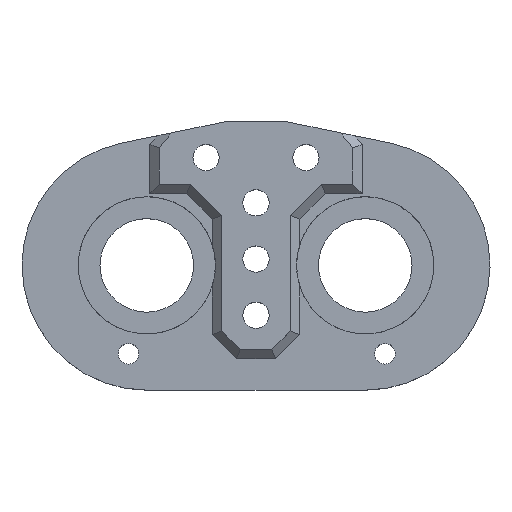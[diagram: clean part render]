
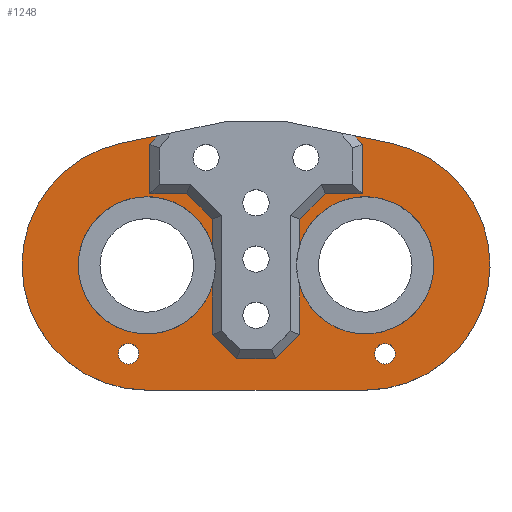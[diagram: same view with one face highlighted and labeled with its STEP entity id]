
A CAD part, top view. The second image highlights one B-rep face of the part: STEP entity #1248.
In plain terms, the highlighted planar face has unit normal (0, 0, 1).
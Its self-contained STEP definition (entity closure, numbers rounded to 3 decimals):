
#28=FACE_BOUND('',#204,.T.);
#29=FACE_BOUND('',#205,.T.);
#37=CIRCLE('',#1288,1.65);
#39=CIRCLE('',#1291,1.65);
#50=CIRCLE('',#1353,20.);
#51=CIRCLE('',#1354,20.);
#52=CIRCLE('',#1355,11.);
#53=CIRCLE('',#1356,11.);
#54=CIRCLE('',#1357,11.);
#129=FACE_OUTER_BOUND('',#203,.T.);
#203=EDGE_LOOP('',(#1059,#1060,#1061,#1062,#1063,#1064,#1065,#1066,#1067,
#1068,#1069,#1070,#1071,#1072,#1073,#1074,#1075,#1076,#1077,#1078,#1079,
#1080,#1081));
#204=EDGE_LOOP('',(#1082));
#205=EDGE_LOOP('',(#1083));
#277=LINE('',#1842,#421);
#284=LINE('',#1856,#428);
#290=LINE('',#1869,#434);
#293=LINE('',#1875,#437);
#297=LINE('',#1884,#441);
#299=LINE('',#1887,#443);
#302=LINE('',#1893,#446);
#304=LINE('',#1900,#448);
#307=LINE('',#1905,#451);
#309=LINE('',#1911,#453);
#312=LINE('',#1917,#456);
#315=LINE('',#1923,#459);
#317=LINE('',#1930,#461);
#320=LINE('',#1934,#464);
#322=LINE('',#1939,#466);
#325=LINE('',#1943,#469);
#326=LINE('',#1945,#470);
#358=LINE('',#2022,#502);
#421=VECTOR('',#1489,10.);
#428=VECTOR('',#1500,10.);
#434=VECTOR('',#1508,10.);
#437=VECTOR('',#1513,10.);
#441=VECTOR('',#1519,10.);
#443=VECTOR('',#1523,10.);
#446=VECTOR('',#1528,10.);
#448=VECTOR('',#1534,10.);
#451=VECTOR('',#1537,10.);
#453=VECTOR('',#1543,10.);
#456=VECTOR('',#1548,10.);
#459=VECTOR('',#1553,10.);
#461=VECTOR('',#1559,10.);
#464=VECTOR('',#1562,10.);
#466=VECTOR('',#1566,10.);
#469=VECTOR('',#1571,10.);
#470=VECTOR('',#1574,10.);
#502=VECTOR('',#1658,10.);
#523=VERTEX_POINT('',#1744);
#525=VERTEX_POINT('',#1750);
#556=VERTEX_POINT('',#1839);
#557=VERTEX_POINT('',#1841);
#561=VERTEX_POINT('',#1853);
#562=VERTEX_POINT('',#1855);
#567=VERTEX_POINT('',#1866);
#568=VERTEX_POINT('',#1868);
#570=VERTEX_POINT('',#1874);
#573=VERTEX_POINT('',#1881);
#574=VERTEX_POINT('',#1883);
#576=VERTEX_POINT('',#1892);
#577=VERTEX_POINT('',#1896);
#579=VERTEX_POINT('',#1899);
#581=VERTEX_POINT('',#1904);
#583=VERTEX_POINT('',#1910);
#585=VERTEX_POINT('',#1916);
#587=VERTEX_POINT('',#1922);
#588=VERTEX_POINT('',#1926);
#589=VERTEX_POINT('',#1927);
#590=VERTEX_POINT('',#1929);
#593=VERTEX_POINT('',#1938);
#611=VERTEX_POINT('',#2019);
#612=VERTEX_POINT('',#2021);
#613=VERTEX_POINT('',#2024);
#638=EDGE_CURVE('',#523,#523,#37,.T.);
#641=EDGE_CURVE('',#525,#525,#39,.T.);
#686=EDGE_CURVE('',#557,#556,#277,.T.);
#693=EDGE_CURVE('',#562,#561,#284,.T.);
#699=EDGE_CURVE('',#567,#568,#290,.T.);
#702=EDGE_CURVE('',#562,#570,#293,.T.);
#706=EDGE_CURVE('',#573,#574,#297,.T.);
#708=EDGE_CURVE('',#570,#573,#299,.T.);
#711=EDGE_CURVE('',#574,#576,#302,.T.);
#714=EDGE_CURVE('',#577,#579,#304,.T.);
#717=EDGE_CURVE('',#576,#581,#307,.T.);
#720=EDGE_CURVE('',#579,#583,#309,.T.);
#723=EDGE_CURVE('',#583,#585,#312,.T.);
#726=EDGE_CURVE('',#585,#587,#315,.T.);
#729=EDGE_CURVE('',#588,#590,#317,.T.);
#732=EDGE_CURVE('',#587,#589,#320,.T.);
#734=EDGE_CURVE('',#590,#593,#322,.T.);
#737=EDGE_CURVE('',#593,#567,#325,.T.);
#738=EDGE_CURVE('',#568,#556,#326,.T.);
#775=EDGE_CURVE('',#561,#611,#50,.T.);
#776=EDGE_CURVE('',#611,#612,#358,.T.);
#777=EDGE_CURVE('',#612,#557,#51,.T.);
#778=EDGE_CURVE('',#588,#613,#52,.T.);
#779=EDGE_CURVE('',#613,#589,#53,.T.);
#780=EDGE_CURVE('',#577,#581,#54,.T.);
#1059=ORIENTED_EDGE('',*,*,#702,.F.);
#1060=ORIENTED_EDGE('',*,*,#693,.T.);
#1061=ORIENTED_EDGE('',*,*,#775,.T.);
#1062=ORIENTED_EDGE('',*,*,#776,.T.);
#1063=ORIENTED_EDGE('',*,*,#777,.T.);
#1064=ORIENTED_EDGE('',*,*,#686,.T.);
#1065=ORIENTED_EDGE('',*,*,#738,.F.);
#1066=ORIENTED_EDGE('',*,*,#699,.F.);
#1067=ORIENTED_EDGE('',*,*,#737,.F.);
#1068=ORIENTED_EDGE('',*,*,#734,.F.);
#1069=ORIENTED_EDGE('',*,*,#729,.F.);
#1070=ORIENTED_EDGE('',*,*,#778,.T.);
#1071=ORIENTED_EDGE('',*,*,#779,.T.);
#1072=ORIENTED_EDGE('',*,*,#732,.F.);
#1073=ORIENTED_EDGE('',*,*,#726,.F.);
#1074=ORIENTED_EDGE('',*,*,#723,.F.);
#1075=ORIENTED_EDGE('',*,*,#720,.F.);
#1076=ORIENTED_EDGE('',*,*,#714,.F.);
#1077=ORIENTED_EDGE('',*,*,#780,.T.);
#1078=ORIENTED_EDGE('',*,*,#717,.F.);
#1079=ORIENTED_EDGE('',*,*,#711,.F.);
#1080=ORIENTED_EDGE('',*,*,#706,.F.);
#1081=ORIENTED_EDGE('',*,*,#708,.F.);
#1082=ORIENTED_EDGE('',*,*,#638,.T.);
#1083=ORIENTED_EDGE('',*,*,#641,.T.);
#1190=PLANE('',#1352);
#1248=ADVANCED_FACE('',(#129,#28,#29),#1190,.T.);
#1288=AXIS2_PLACEMENT_3D('',#1746,#1405,#1406);
#1291=AXIS2_PLACEMENT_3D('',#1752,#1412,#1413);
#1352=AXIS2_PLACEMENT_3D('',#2018,#1654,#1655);
#1353=AXIS2_PLACEMENT_3D('',#2020,#1656,#1657);
#1354=AXIS2_PLACEMENT_3D('',#2023,#1659,#1660);
#1355=AXIS2_PLACEMENT_3D('',#2025,#1661,#1662);
#1356=AXIS2_PLACEMENT_3D('',#2026,#1663,#1664);
#1357=AXIS2_PLACEMENT_3D('',#2027,#1665,#1666);
#1405=DIRECTION('center_axis',(0.,0.,-1.));
#1406=DIRECTION('ref_axis',(-1.,0.,0.));
#1412=DIRECTION('center_axis',(0.,0.,-1.));
#1413=DIRECTION('ref_axis',(-1.,0.,0.));
#1489=DIRECTION('',(-0.98,0.201,0.));
#1500=DIRECTION('',(-0.98,-0.201,0.));
#1508=DIRECTION('',(0.,1.,0.));
#1513=DIRECTION('',(-0.632,-0.775,0.));
#1519=DIRECTION('',(1.,0.,0.));
#1523=DIRECTION('',(0.,-1.,0.));
#1528=DIRECTION('',(0.707,-0.707,0.));
#1534=DIRECTION('',(0.,-1.,0.));
#1537=DIRECTION('',(0.,-1.,0.));
#1543=DIRECTION('',(0.707,-0.707,0.));
#1548=DIRECTION('',(1.,0.,0.));
#1553=DIRECTION('',(0.707,0.707,0.));
#1559=DIRECTION('',(0.,1.,0.));
#1562=DIRECTION('',(0.,1.,0.));
#1566=DIRECTION('',(0.707,0.707,0.));
#1571=DIRECTION('',(1.,0.,0.));
#1574=DIRECTION('',(-0.632,0.775,0.));
#1654=DIRECTION('center_axis',(0.,0.,1.));
#1655=DIRECTION('ref_axis',(1.,0.,0.));
#1656=DIRECTION('center_axis',(0.,0.,1.));
#1657=DIRECTION('ref_axis',(-0.201,0.98,0.));
#1658=DIRECTION('',(1.,0.,0.));
#1659=DIRECTION('center_axis',(0.,0.,1.));
#1660=DIRECTION('ref_axis',(0.,-1.,0.));
#1661=DIRECTION('center_axis',(0.,0.,-1.));
#1662=DIRECTION('ref_axis',(-1.,0.,0.));
#1663=DIRECTION('center_axis',(0.,0.,-1.));
#1664=DIRECTION('ref_axis',(-1.,0.,0.));
#1665=DIRECTION('center_axis',(0.,0.,-1.));
#1666=DIRECTION('ref_axis',(-1.,0.,0.));
#1744=CARTESIAN_POINT('',(-18.778,-14.182,7.));
#1746=CARTESIAN_POINT('Origin',(-20.428,-14.182,7.));
#1750=CARTESIAN_POINT('',(22.305,-14.182,7.));
#1752=CARTESIAN_POINT('Origin',(20.655,-14.182,7.));
#1839=CARTESIAN_POINT('',(15.865,20.75,7.));
#1841=CARTESIAN_POINT('',(21.513,19.593,7.));
#1842=CARTESIAN_POINT('',(21.513,19.593,7.));
#1853=CARTESIAN_POINT('',(-21.513,19.593,7.));
#1855=CARTESIAN_POINT('',(-15.865,20.75,7.));
#1856=CARTESIAN_POINT('',(0.,24.,7.));
#1866=CARTESIAN_POINT('',(17.,11.5,7.));
#1868=CARTESIAN_POINT('',(17.,19.359,7.));
#1869=CARTESIAN_POINT('',(17.,7.5,7.));
#1874=CARTESIAN_POINT('',(-17.,19.359,7.));
#1875=CARTESIAN_POINT('',(-17.196,19.119,7.));
#1881=CARTESIAN_POINT('',(-17.,11.5,7.));
#1883=CARTESIAN_POINT('',(-11.121,11.5,7.));
#1884=CARTESIAN_POINT('',(-7.75,11.5,7.));
#1887=CARTESIAN_POINT('',(-17.,11.412,7.));
#1892=CARTESIAN_POINT('',(-7.,7.379,7.));
#1893=CARTESIAN_POINT('',(-4.936,5.314,7.));
#1896=CARTESIAN_POINT('',(-7.,-3.279,7.));
#1899=CARTESIAN_POINT('',(-7.,-11.121,7.));
#1900=CARTESIAN_POINT('',(-7.,7.5,7.));
#1904=CARTESIAN_POINT('',(-7.,3.279,7.));
#1905=CARTESIAN_POINT('',(-7.,7.5,7.));
#1910=CARTESIAN_POINT('',(-3.121,-15.,7.));
#1911=CARTESIAN_POINT('',(-7.561,-10.561,7.));
#1916=CARTESIAN_POINT('',(3.121,-15.,7.));
#1917=CARTESIAN_POINT('',(-2.75,-15.,7.));
#1922=CARTESIAN_POINT('',(7.,-11.121,7.));
#1923=CARTESIAN_POINT('',(7.561,-10.561,7.));
#1926=CARTESIAN_POINT('',(7.,3.279,7.));
#1927=CARTESIAN_POINT('',(7.,-3.279,7.));
#1929=CARTESIAN_POINT('',(7.,7.379,7.));
#1930=CARTESIAN_POINT('',(7.,-5.75,7.));
#1934=CARTESIAN_POINT('',(7.,-5.75,7.));
#1938=CARTESIAN_POINT('',(11.121,11.5,7.));
#1939=CARTESIAN_POINT('',(4.936,5.314,7.));
#1943=CARTESIAN_POINT('',(2.75,11.5,7.));
#1945=CARTESIAN_POINT('',(17.196,19.119,7.));
#2018=CARTESIAN_POINT('Origin',(0.,2.,7.));
#2019=CARTESIAN_POINT('',(-17.5,-20.,7.));
#2020=CARTESIAN_POINT('Origin',(-17.5,0.,7.));
#2021=CARTESIAN_POINT('',(17.5,-20.,7.));
#2022=CARTESIAN_POINT('',(-17.5,-20.,7.));
#2023=CARTESIAN_POINT('Origin',(17.5,0.,7.));
#2024=CARTESIAN_POINT('',(28.5,0.,7.));
#2025=CARTESIAN_POINT('Origin',(17.5,0.,7.));
#2026=CARTESIAN_POINT('Origin',(17.5,0.,7.));
#2027=CARTESIAN_POINT('Origin',(-17.5,0.,7.));
